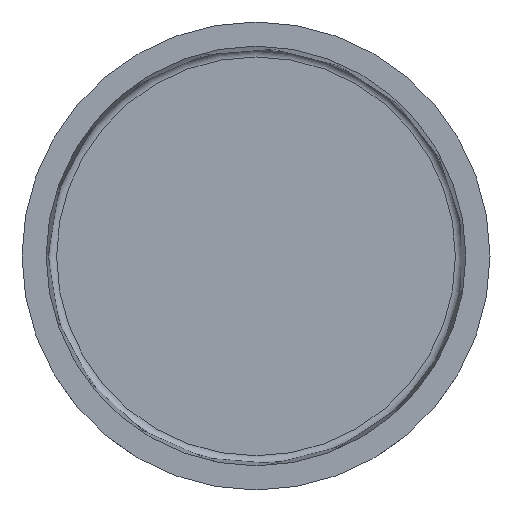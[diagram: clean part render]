
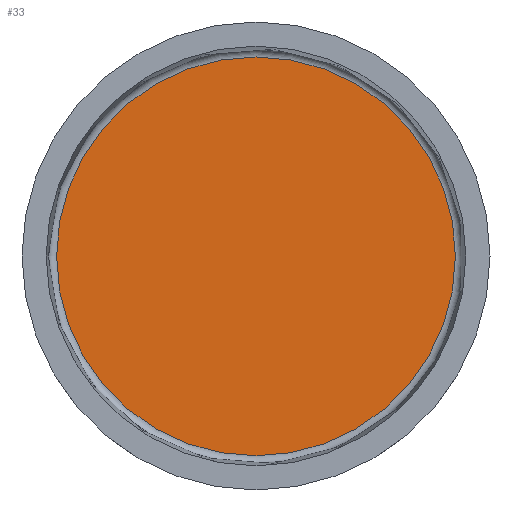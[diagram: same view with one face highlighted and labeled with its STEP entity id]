
A CAD part, top view. The second image highlights one B-rep face of the part: STEP entity #33.
In plain terms, the highlighted planar face has unit normal (0, 0, 1).
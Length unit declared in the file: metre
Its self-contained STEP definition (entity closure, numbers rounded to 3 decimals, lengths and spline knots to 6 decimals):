
#33 = ADVANCED_FACE( '', ( #66 ), #67, .F. );
#66 = FACE_OUTER_BOUND( '', #99, .T. );
#67 = PLANE( '', #100 );
#99 = EDGE_LOOP( '', ( #128 ) );
#100 = AXIS2_PLACEMENT_3D( '', #129, #130, #131 );
#128 = ORIENTED_EDGE( '', *, *, #165, .T. );
#129 = CARTESIAN_POINT( '', ( -0.018472, 0., 0.0023 ) );
#130 = DIRECTION( '', ( 0., 0., -1. ) );
#131 = DIRECTION( '', ( 1., 0., 0. ) );
#165 = EDGE_CURVE( '', #180, #180, #181, .T. );
#180 = VERTEX_POINT( '', #199 );
#181 = CIRCLE( '', #200, 0.018961 );
#199 = CARTESIAN_POINT( '', ( -0.01995, 0., 0.0023 ) );
#200 = AXIS2_PLACEMENT_3D( '', #218, #219, #220 );
#218 = CARTESIAN_POINT( '', ( -0.000989, 0., 0.0023 ) );
#219 = DIRECTION( '', ( 0., 0., 1. ) );
#220 = DIRECTION( '', ( -1., 0., 0. ) );
